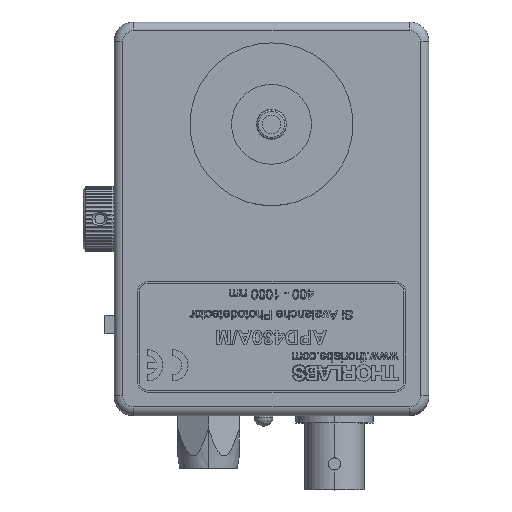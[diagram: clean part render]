
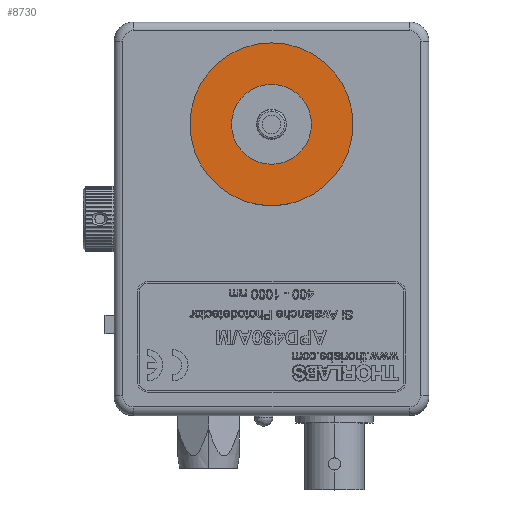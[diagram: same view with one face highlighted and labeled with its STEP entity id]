
A CAD part, top view. The second image highlights one B-rep face of the part: STEP entity #8730.
In plain terms, the highlighted planar face has unit normal (0, 0, 1).
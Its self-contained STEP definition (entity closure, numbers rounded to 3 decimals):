
#4236 = PLANE ( 'NONE',  #33329 ) ;
#4680 = DIRECTION ( 'NONE',  ( 1., 0., 0. ) ) ;
#8730 = ADVANCED_FACE ( 'NONE', ( #65209, #38793 ), #4236, .T. ) ;
#10339 = CARTESIAN_POINT ( 'NONE',  ( 12.256, 46.99, 27.432 ) ) ;
#14515 = EDGE_CURVE ( 'NONE', #55929, #61931, #51724, .T. ) ;
#26447 = CARTESIAN_POINT ( 'NONE',  ( 31.839, 46.99, 27.432 ) ) ;
#28235 = CARTESIAN_POINT ( 'NONE',  ( 25.4, 46.99, 27.432 ) ) ;
#30378 = EDGE_CURVE ( 'NONE', #61931, #55929, #40538, .T. ) ;
#30713 = AXIS2_PLACEMENT_3D ( 'NONE', #103992, #44417, #113959 ) ;
#31018 = CARTESIAN_POINT ( 'NONE',  ( 25.4, 46.99, 27.432 ) ) ;
#33329 = AXIS2_PLACEMENT_3D ( 'NONE', #123792, #64329, #4680 ) ;
#34264 = ORIENTED_EDGE ( 'NONE', *, *, #30378, .F. ) ;
#38211 = DIRECTION ( 'NONE',  ( 1., 0., 0. ) ) ;
#38582 = EDGE_LOOP ( 'NONE', ( #34264, #76071 ) ) ;
#38793 = FACE_OUTER_BOUND ( 'NONE', #80145, .T. ) ;
#40538 = CIRCLE ( 'NONE', #30713, 6.439 ) ;
#41032 = DIRECTION ( 'NONE',  ( 1., 0., 0. ) ) ;
#44417 = DIRECTION ( 'NONE',  ( 0., 0., 1. ) ) ;
#48602 = EDGE_CURVE ( 'NONE', #60589, #97951, #90504, .T. ) ;
#51724 = CIRCLE ( 'NONE', #98102, 6.439 ) ;
#55929 = VERTEX_POINT ( 'NONE', #78843 ) ;
#58835 = DIRECTION ( 'NONE',  ( 0., 0., 1. ) ) ;
#59174 = AXIS2_PLACEMENT_3D ( 'NONE', #28235, #97764, #38211 ) ;
#60589 = VERTEX_POINT ( 'NONE', #113812 ) ;
#61931 = VERTEX_POINT ( 'NONE', #26447 ) ;
#64329 = DIRECTION ( 'NONE',  ( 0., 0., 1. ) ) ;
#65209 = FACE_BOUND ( 'NONE', #38582, .T. ) ;
#76071 = ORIENTED_EDGE ( 'NONE', *, *, #14515, .F. ) ;
#76674 = ORIENTED_EDGE ( 'NONE', *, *, #48602, .T. ) ;
#78843 = CARTESIAN_POINT ( 'NONE',  ( 18.961, 46.99, 27.432 ) ) ;
#79121 = AXIS2_PLACEMENT_3D ( 'NONE', #31018, #100504, #41032 ) ;
#80145 = EDGE_LOOP ( 'NONE', ( #125079, #76674 ) ) ;
#90504 = CIRCLE ( 'NONE', #59174, 13.144 ) ;
#97764 = DIRECTION ( 'NONE',  ( 0., 0., 1. ) ) ;
#97951 = VERTEX_POINT ( 'NONE', #10339 ) ;
#98102 = AXIS2_PLACEMENT_3D ( 'NONE', #118367, #58835, #128309 ) ;
#100504 = DIRECTION ( 'NONE',  ( 0., 0., 1. ) ) ;
#103992 = CARTESIAN_POINT ( 'NONE',  ( 25.4, 46.99, 27.432 ) ) ;
#104009 = CIRCLE ( 'NONE', #79121, 13.144 ) ;
#113812 = CARTESIAN_POINT ( 'NONE',  ( 38.544, 46.99, 27.432 ) ) ;
#113959 = DIRECTION ( 'NONE',  ( 1., 0., 0. ) ) ;
#118367 = CARTESIAN_POINT ( 'NONE',  ( 25.4, 46.99, 27.432 ) ) ;
#123792 = CARTESIAN_POINT ( 'NONE',  ( 25.4, 46.99, 27.432 ) ) ;
#125079 = ORIENTED_EDGE ( 'NONE', *, *, #125649, .T. ) ;
#125649 = EDGE_CURVE ( 'NONE', #97951, #60589, #104009, .T. ) ;
#128309 = DIRECTION ( 'NONE',  ( 1., 0., 0. ) ) ;
